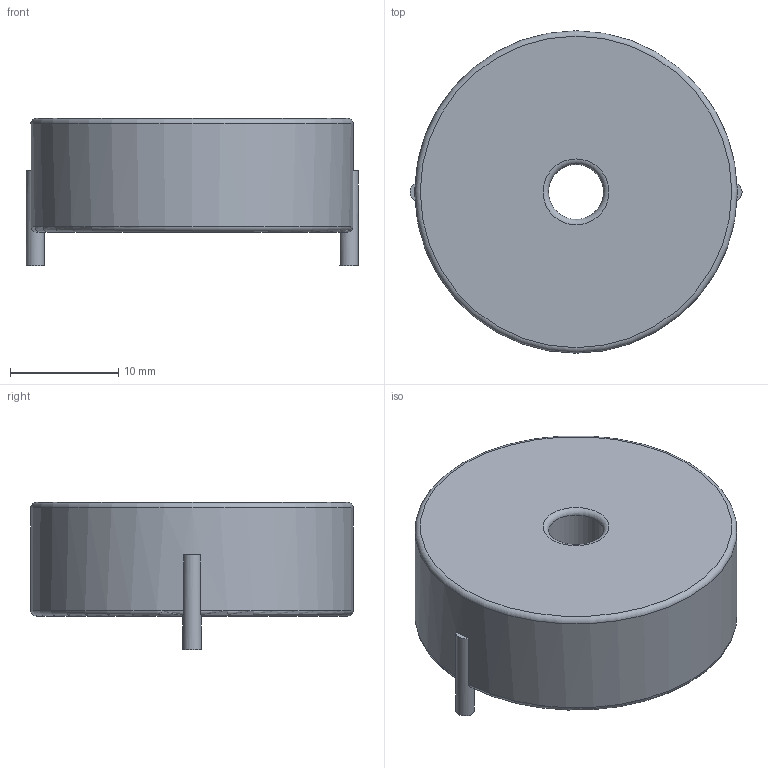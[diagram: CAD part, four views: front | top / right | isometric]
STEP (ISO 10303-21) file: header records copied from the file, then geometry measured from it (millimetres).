
FILE_DESCRIPTION(('FreeCAD Model'),'2;1');
FILE_NAME('L_Radial_D29.8mm_P29.00mm_muRATA_1400series.step','2018-01-10T12:27:56', ('kicad StepUp'),('ksu MCAD'),'Open CASCADE STEP processor 6.8', 'FreeCAD','Unknown');
FILE_SCHEMA(('AUTOMOTIVE_DESIGN_CC2 { 1 2 10303 214 -1 1 5 4 }'));
Length unit declared in the file: millimetre
Products named in the file (1): L_Radial_D29.8mm_P29.00mm_muRATA_1400series
Bounding box: 30.7 x 29.8 x 13.6 mm (x, y, z)
Volume: 7117.8 mm3; surface area: 2501.6 mm2
Topology: 1 solids, 1 shells, 14 faces, 34 edges, 22 vertices
Faces by surface type: plane 6, cylinder 4, torus 4
Full cylindrical faces by diameter (mm): 1.7 x2, 5.1 x1, 29.8 x1
Entity records: 724 total; most frequent: CARTESIAN_POINT 443, ORIENTED_EDGE 60, EDGE_CURVE 34, AXIS2_PLACEMENT_3D 25, VERTEX_POINT 22, FACE_BOUND 16, EDGE_LOOP 16, CIRCLE 16
